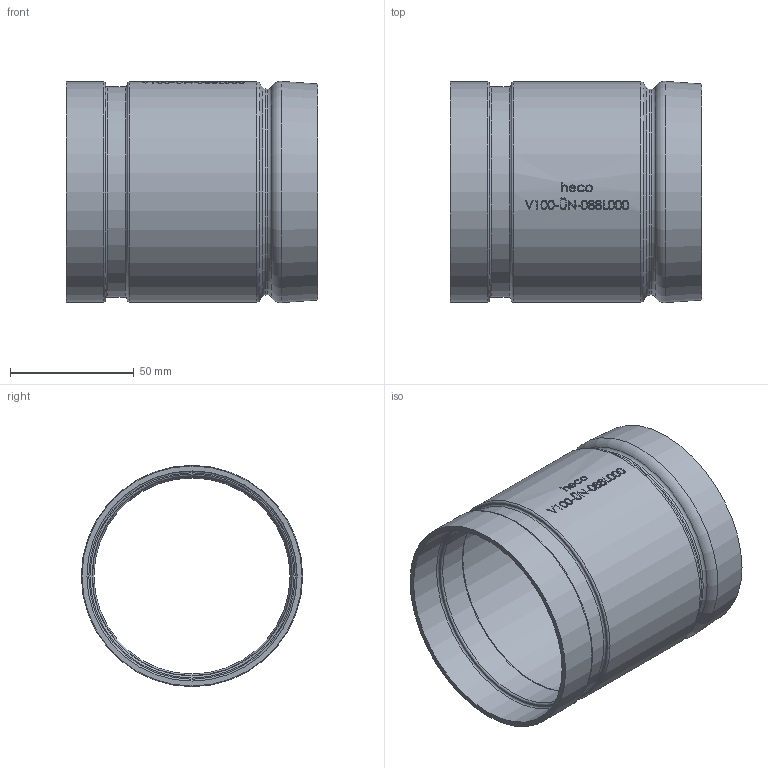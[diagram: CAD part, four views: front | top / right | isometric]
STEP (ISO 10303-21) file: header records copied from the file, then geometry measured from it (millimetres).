
FILE_DESCRIPTION (( 'STEP AP214' ), '1' );
FILE_NAME ('V100-ÜN-088L000-x Typ494W DN80 300 Ø88,9 1812.STEP', '2018-12-20T11:20:58', ( '' ), ( '' ), 'SwSTEP 2.0', 'SolidWorks 2016', '' );
FILE_SCHEMA (( 'AUTOMOTIVE_DESIGN' ));
Length unit declared in the file: inch
Products named in the file (1): V100-ÜN-088L000-x Typ494W DN80 300 Ø88,9 1812
Bounding box: 101.6 x 89.41 x 89.4 mm (x, y, z)
Volume: 58685.8 mm3; surface area: 58940.9 mm2
Topology: 1 solids, 1 shells, 262 faces, 650 edges, 428 vertices
Faces by surface type: bspline 138, plane 63, cylinder 41, torus 16, cone 4
Full cylindrical faces by diameter (mm): 79.187 x1, 80.94 x1, 83.185 x1, 84.902 x2, 84.938 x1, 88.9 x2
Entity records: 17583 total; most frequent: CARTESIAN_POINT 9573, ORIENTED_EDGE 1234, DIRECTION 650, EDGE_CURVE 617, VERTEX_POINT 423, EDGE_LOOP 330, B_SPLINE_CURVE_WITH_KNOTS 296, FACE_OUTER_BOUND 286
